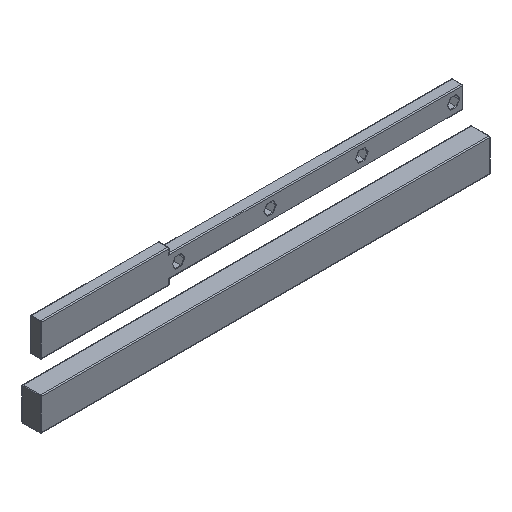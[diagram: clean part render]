
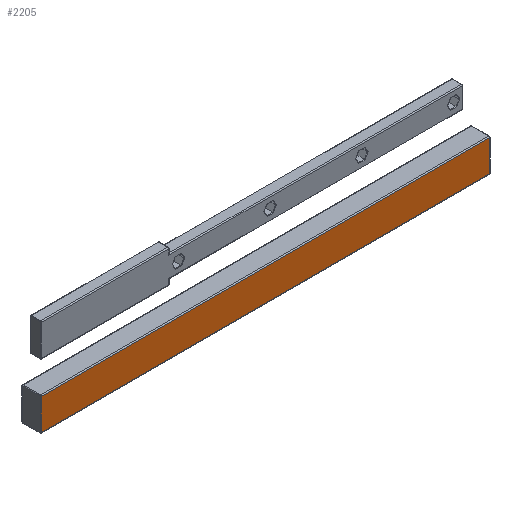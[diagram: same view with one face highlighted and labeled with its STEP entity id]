
A CAD part, isometric view. The second image highlights one B-rep face of the part: STEP entity #2205.
In plain terms, the highlighted planar face has unit normal (0, -1, 0).
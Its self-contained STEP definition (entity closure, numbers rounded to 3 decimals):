
#88=PLANE('',#2379);
#132=LINE('',#3344,#306);
#142=LINE('',#3410,#316);
#143=LINE('',#3414,#317);
#144=LINE('',#3415,#318);
#306=VECTOR('',#2634,10.);
#316=VECTOR('',#2676,10.);
#317=VECTOR('',#2681,10.);
#318=VECTOR('',#2682,10.);
#554=FACE_OUTER_BOUND('',#700,.T.);
#700=EDGE_LOOP('',(#1543,#1544,#1545,#1546));
#971=VERTEX_POINT('',#3334);
#973=VERTEX_POINT('',#3340);
#987=VERTEX_POINT('',#3409);
#988=VERTEX_POINT('',#3413);
#1173=EDGE_CURVE('',#971,#973,#132,.T.);
#1194=EDGE_CURVE('',#987,#973,#142,.T.);
#1196=EDGE_CURVE('',#988,#971,#143,.T.);
#1197=EDGE_CURVE('',#987,#988,#144,.T.);
#1543=ORIENTED_EDGE('',*,*,#1173,.F.);
#1544=ORIENTED_EDGE('',*,*,#1196,.F.);
#1545=ORIENTED_EDGE('',*,*,#1197,.F.);
#1546=ORIENTED_EDGE('',*,*,#1194,.T.);
#2205=ADVANCED_FACE('',(#554),#88,.T.);
#2379=AXIS2_PLACEMENT_3D('',#3412,#2679,#2680);
#2634=DIRECTION('',(0.,0.,-1.));
#2676=DIRECTION('',(1.,0.,0.));
#2679=DIRECTION('center_axis',(0.,-1.,0.));
#2680=DIRECTION('ref_axis',(0.,0.,-1.));
#2681=DIRECTION('',(1.,0.,0.));
#2682=DIRECTION('',(0.,0.,1.));
#3334=CARTESIAN_POINT('',(244.75,0.,-17.5));
#3340=CARTESIAN_POINT('',(244.75,0.,-34.5));
#3344=CARTESIAN_POINT('',(244.75,0.,-21.75));
#3409=CARTESIAN_POINT('',(0.25,0.,-34.5));
#3410=CARTESIAN_POINT('',(0.,0.,-34.5));
#3412=CARTESIAN_POINT('Origin',(0.,0.,-17.5));
#3413=CARTESIAN_POINT('',(0.25,0.,-17.5));
#3414=CARTESIAN_POINT('',(0.,0.,-17.5));
#3415=CARTESIAN_POINT('',(0.25,0.,-21.75));
